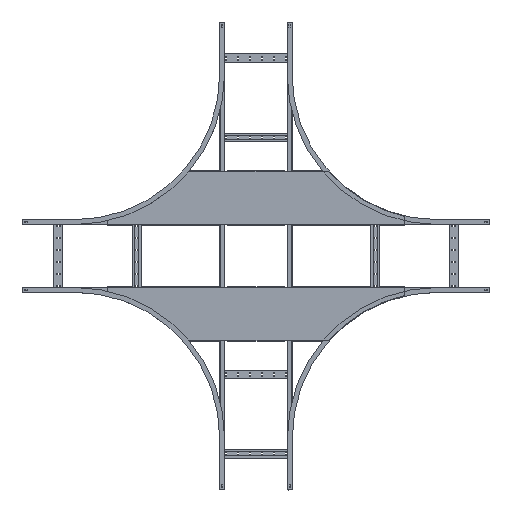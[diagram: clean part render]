
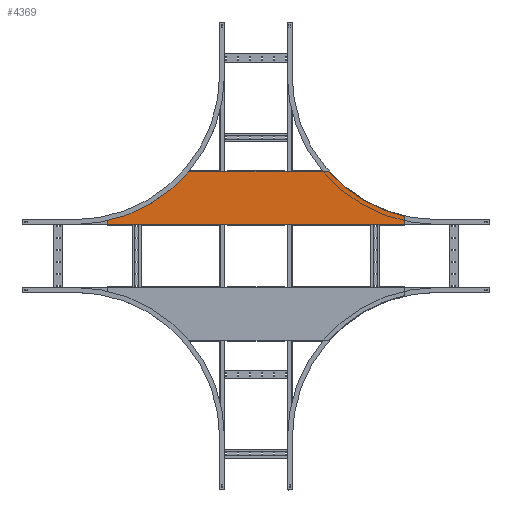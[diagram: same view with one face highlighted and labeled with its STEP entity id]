
A CAD part, top view. The second image highlights one B-rep face of the part: STEP entity #4369.
In plain terms, the highlighted face is planar.
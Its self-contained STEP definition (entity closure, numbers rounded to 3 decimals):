
#52 = CARTESIAN_POINT ( 'NONE',  ( -614.5, -1.2, -363.823 ) ) ;
#56 = CIRCLE ( 'NONE', #309, 601.8 ) ;
#60 = DIRECTION ( 'NONE',  ( 0., 0., 1. ) ) ;
#69 = LINE ( 'NONE', #8389, #7808 ) ;
#231 = DIRECTION ( 'NONE',  ( 0., 0., 1. ) ) ;
#241 = ORIENTED_EDGE ( 'NONE', *, *, #3836, .T. ) ;
#251 = VERTEX_POINT ( 'NONE', #3807 ) ;
#309 = AXIS2_PLACEMENT_3D ( 'NONE', #542, #3513, #4315 ) ;
#386 = CIRCLE ( 'NONE', #3404, 601.8 ) ;
#542 = CARTESIAN_POINT ( 'NONE',  ( 748.677, -1.2, 226.8 ) ) ;
#553 = VERTEX_POINT ( 'NONE', #9571 ) ;
#823 = CARTESIAN_POINT ( 'NONE',  ( -748.677, -1.2, 226.8 ) ) ;
#860 = DIRECTION ( 'NONE',  ( 0., 1., 0. ) ) ;
#869 = DIRECTION ( 'NONE',  ( 0., 0., 1. ) ) ;
#883 = AXIS2_PLACEMENT_3D ( 'NONE', #7023, #928, #231 ) ;
#928 = DIRECTION ( 'NONE',  ( 0., -1., 0. ) ) ;
#1374 = ORIENTED_EDGE ( 'NONE', *, *, #8274, .F. ) ;
#1382 = VERTEX_POINT ( 'NONE', #7567 ) ;
#1385 = VERTEX_POINT ( 'NONE', #52 ) ;
#1401 = EDGE_CURVE ( 'NONE', #6259, #7968, #69, .T. ) ;
#1442 = CARTESIAN_POINT ( 'NONE',  ( -937., -1.2, -393.2 ) ) ;
#1708 = CARTESIAN_POINT ( 'NONE',  ( -748.677, -1.2, 226.8 ) ) ;
#1878 = EDGE_LOOP ( 'NONE', ( #3305, #5827, #6125, #6296, #4190, #241, #1374, #2108 ) ) ;
#1913 = CARTESIAN_POINT ( 'NONE',  ( 614.5, -1.2, -363.823 ) ) ;
#1963 = DIRECTION ( 'NONE',  ( 0., 0., -1. ) ) ;
#2108 = ORIENTED_EDGE ( 'NONE', *, *, #1401, .T. ) ;
#2419 = VERTEX_POINT ( 'NONE', #1913 ) ;
#2466 = LINE ( 'NONE', #1442, #7266 ) ;
#2945 = CARTESIAN_POINT ( 'NONE',  ( 299.051, -1.2, -173.2 ) ) ;
#2976 = LINE ( 'NONE', #8895, #6253 ) ;
#2985 = EDGE_CURVE ( 'NONE', #2419, #251, #3240, .T. ) ;
#3240 = LINE ( 'NONE', #3445, #5209 ) ;
#3305 = ORIENTED_EDGE ( 'NONE', *, *, #8688, .F. ) ;
#3404 = AXIS2_PLACEMENT_3D ( 'NONE', #1708, #4037, #7818 ) ;
#3445 = CARTESIAN_POINT ( 'NONE',  ( 614.5, -1.2, -395.4 ) ) ;
#3513 = DIRECTION ( 'NONE',  ( 0., -1., 0. ) ) ;
#3807 = CARTESIAN_POINT ( 'NONE',  ( 614.5, -1.2, -393.2 ) ) ;
#3836 = EDGE_CURVE ( 'NONE', #2419, #7395, #7658, .T. ) ;
#3885 = DIRECTION ( 'NONE',  ( -1., 0., 0. ) ) ;
#4037 = DIRECTION ( 'NONE',  ( 0., -1., 0. ) ) ;
#4040 = AXIS2_PLACEMENT_3D ( 'NONE', #6085, #4627, #869 ) ;
#4190 = ORIENTED_EDGE ( 'NONE', *, *, #2985, .F. ) ;
#4315 = DIRECTION ( 'NONE',  ( 0., 0., -1. ) ) ;
#4367 = DIRECTION ( 'NONE',  ( -1., 0., 0. ) ) ;
#4369 = ADVANCED_FACE ( 'NONE', ( #8467 ), #5283, .F. ) ;
#4515 = CIRCLE ( 'NONE', #883, 5. ) ;
#4627 = DIRECTION ( 'NONE',  ( 0., -1., 0. ) ) ;
#5209 = VECTOR ( 'NONE', #1963, 1000. ) ;
#5283 = PLANE ( 'NONE',  #5890 ) ;
#5827 = ORIENTED_EDGE ( 'NONE', *, *, #8037, .T. ) ;
#5890 = AXIS2_PLACEMENT_3D ( 'NONE', #823, #860, #60 ) ;
#5941 = DIRECTION ( 'NONE',  ( 0., 0., -1. ) ) ;
#6014 = CARTESIAN_POINT ( 'NONE',  ( -299.051, -1.2, -173.2 ) ) ;
#6085 = CARTESIAN_POINT ( 'NONE',  ( 609.5, -1.2, -363.823 ) ) ;
#6125 = ORIENTED_EDGE ( 'NONE', *, *, #9505, .T. ) ;
#6253 = VECTOR ( 'NONE', #5941, 1000. ) ;
#6256 = EDGE_CURVE ( 'NONE', #251, #1382, #2466, .T. ) ;
#6259 = VERTEX_POINT ( 'NONE', #2945 ) ;
#6296 = ORIENTED_EDGE ( 'NONE', *, *, #6256, .F. ) ;
#7023 = CARTESIAN_POINT ( 'NONE',  ( -609.5, -1.2, -363.823 ) ) ;
#7266 = VECTOR ( 'NONE', #4367, 1000. ) ;
#7395 = VERTEX_POINT ( 'NONE', #9087 ) ;
#7567 = CARTESIAN_POINT ( 'NONE',  ( -614.5, -1.2, -393.2 ) ) ;
#7658 = CIRCLE ( 'NONE', #4040, 5. ) ;
#7808 = VECTOR ( 'NONE', #3885, 1000. ) ;
#7818 = DIRECTION ( 'NONE',  ( 0., 0., 1. ) ) ;
#7968 = VERTEX_POINT ( 'NONE', #6014 ) ;
#8037 = EDGE_CURVE ( 'NONE', #553, #1385, #4515, .T. ) ;
#8274 = EDGE_CURVE ( 'NONE', #6259, #7395, #56, .T. ) ;
#8389 = CARTESIAN_POINT ( 'NONE',  ( -560., -1.2, -173.2 ) ) ;
#8467 = FACE_OUTER_BOUND ( 'NONE', #1878, .T. ) ;
#8688 = EDGE_CURVE ( 'NONE', #553, #7968, #386, .T. ) ;
#8895 = CARTESIAN_POINT ( 'NONE',  ( -614.5, -1.2, 226.8 ) ) ;
#9087 = CARTESIAN_POINT ( 'NONE',  ( 610.647, -1.2, -358.957 ) ) ;
#9505 = EDGE_CURVE ( 'NONE', #1385, #1382, #2976, .T. ) ;
#9571 = CARTESIAN_POINT ( 'NONE',  ( -610.647, -1.2, -358.957 ) ) ;
